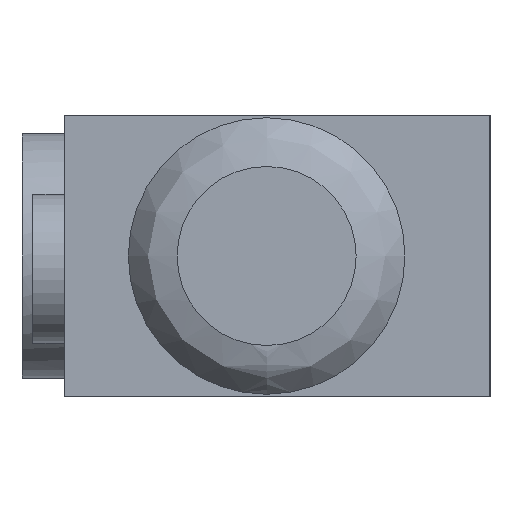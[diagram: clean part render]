
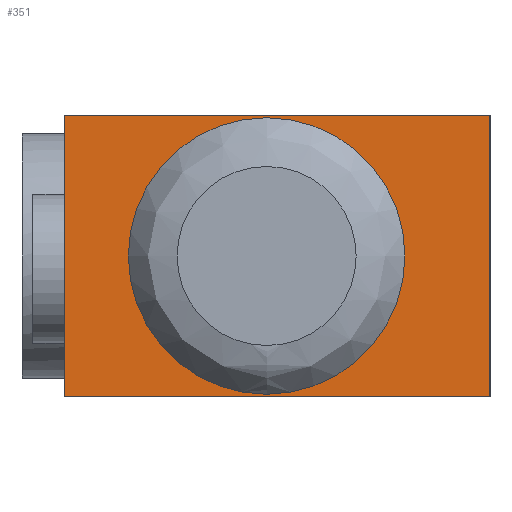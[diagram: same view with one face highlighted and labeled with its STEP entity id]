
A CAD part, left-side view. The second image highlights one B-rep face of the part: STEP entity #351.
In plain terms, the highlighted planar face has unit normal (-1, 0, 0).
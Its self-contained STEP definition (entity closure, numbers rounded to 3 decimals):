
#278=CARTESIAN_POINT('',(-56.5,1.,-13.));
#279=VERTEX_POINT('',#278);
#280=CARTESIAN_POINT('',(-56.5,1.,13.));
#281=VERTEX_POINT('',#280);
#282=CARTESIAN_POINT('',(-56.5,1.,0.0));
#283=DIRECTION('',(1.0,0.0,0.0));
#284=DIRECTION('',(0.0,0.0,1.0));
#285=AXIS2_PLACEMENT_3D('',#282,#283,#284);
#286=CIRCLE('',#285,13.);
#287=EDGE_CURVE('',#279,#281,#286,.T.);
#289=CARTESIAN_POINT('',(-56.5,1.,0.0));
#290=DIRECTION('',(1.0,0.0,0.0));
#291=DIRECTION('',(0.0,0.0,1.0));
#292=AXIS2_PLACEMENT_3D('',#289,#290,#291);
#293=CIRCLE('',#292,13.);
#294=EDGE_CURVE('',#281,#279,#293,.T.);
#308=CARTESIAN_POINT('',(-56.5,0.0,0.));
#309=DIRECTION('',(1.0,0.0,0.0));
#310=DIRECTION('',(0.0,0.0,-1.0));
#311=AXIS2_PLACEMENT_3D('',#308,#309,#310);
#312=PLANE('',#311);
#313=CARTESIAN_POINT('',(-56.5,-20.0,13.25));
#314=VERTEX_POINT('',#313);
#315=CARTESIAN_POINT('',(-56.5,-20.0,-13.25));
#316=VERTEX_POINT('',#315);
#317=CARTESIAN_POINT('',(-56.5,-20.0,13.25));
#318=DIRECTION('',(0.0,0.0,-1.0));
#319=VECTOR('',#318,26.5);
#320=LINE('',#317,#319);
#321=EDGE_CURVE('',#314,#316,#320,.T.);
#322=ORIENTED_EDGE('',*,*,#321,.F.);
#323=CARTESIAN_POINT('',(-56.5,20.0,13.25));
#324=VERTEX_POINT('',#323);
#325=CARTESIAN_POINT('',(-56.5,20.0,13.25));
#326=DIRECTION('',(0.0,-1.0,0.0));
#327=VECTOR('',#326,40.0);
#328=LINE('',#325,#327);
#329=EDGE_CURVE('',#324,#314,#328,.T.);
#330=ORIENTED_EDGE('',*,*,#329,.F.);
#331=CARTESIAN_POINT('',(-56.5,20.0,-13.25));
#332=VERTEX_POINT('',#331);
#333=CARTESIAN_POINT('',(-56.5,20.0,-13.25));
#334=DIRECTION('',(0.0,0.0,1.0));
#335=VECTOR('',#334,26.5);
#336=LINE('',#333,#335);
#337=EDGE_CURVE('',#332,#324,#336,.T.);
#338=ORIENTED_EDGE('',*,*,#337,.F.);
#339=CARTESIAN_POINT('',(-56.5,-20.0,-13.25));
#340=DIRECTION('',(0.0,1.0,0.0));
#341=VECTOR('',#340,40.0);
#342=LINE('',#339,#341);
#343=EDGE_CURVE('',#316,#332,#342,.T.);
#344=ORIENTED_EDGE('',*,*,#343,.F.);
#345=EDGE_LOOP('',(#322,#330,#338,#344));
#346=FACE_OUTER_BOUND('',#345,.T.);
#347=ORIENTED_EDGE('',*,*,#294,.T.);
#348=ORIENTED_EDGE('',*,*,#287,.T.);
#349=EDGE_LOOP('',(#347,#348));
#350=FACE_BOUND('',#349,.T.);
#351=ADVANCED_FACE('',(#346,#350),#312,.F.);
